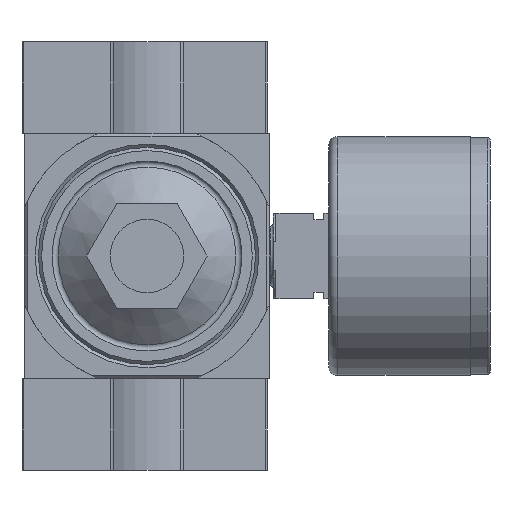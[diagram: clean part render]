
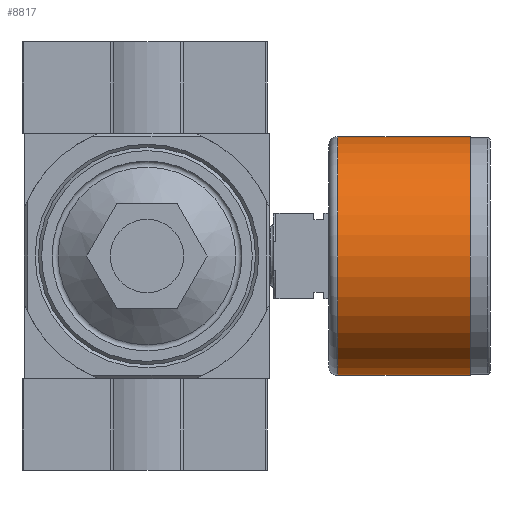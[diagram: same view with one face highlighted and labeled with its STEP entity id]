
A CAD part, front view. The second image highlights one B-rep face of the part: STEP entity #8817.
In plain terms, the highlighted cylindrical face has radius 19.5 mm (diameter 39 mm), a full revolution.
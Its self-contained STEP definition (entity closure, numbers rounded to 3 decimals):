
#2978=ORIENTED_EDGE('',*,*,#3935,.F.);
#2979=ORIENTED_EDGE('',*,*,#3936,.T.);
#3935=EDGE_CURVE('',#4584,#4584,#4974,.T.);
#3936=EDGE_CURVE('',#4585,#4585,#4975,.T.);
#4584=VERTEX_POINT('',#13805);
#4585=VERTEX_POINT('',#13808);
#4974=CIRCLE('',#9645,19.5);
#4975=CIRCLE('',#9647,19.5);
#5500=EDGE_LOOP('',(#2978));
#5501=EDGE_LOOP('',(#2979));
#6063=FACE_BOUND('',#5500,.T.);
#6064=FACE_BOUND('',#5501,.T.);
#6212=CYLINDRICAL_SURFACE('',#9646,19.5);
#8817=ADVANCED_FACE('',(#6063,#6064),#6212,.T.);
#9645=AXIS2_PLACEMENT_3D('',#13804,#11649,#11650);
#9646=AXIS2_PLACEMENT_3D('',#13806,#11651,#11652);
#9647=AXIS2_PLACEMENT_3D('',#13807,#11653,#11654);
#11649=DIRECTION('',(1.,0.,0.));
#11650=DIRECTION('',(0.,0.,-1.));
#11651=DIRECTION('',(1.,0.,0.));
#11652=DIRECTION('',(0.,0.,-1.));
#11653=DIRECTION('',(1.,0.,0.));
#11654=DIRECTION('',(0.,0.,-1.));
#13804=CARTESIAN_POINT('',(-3.2,0.,0.));
#13805=CARTESIAN_POINT('',(-3.2,0.,-19.5));
#13806=CARTESIAN_POINT('',(0.,0.,0.));
#13807=CARTESIAN_POINT('',(-24.85,0.,0.));
#13808=CARTESIAN_POINT('',(-24.85,0.,-19.5));
